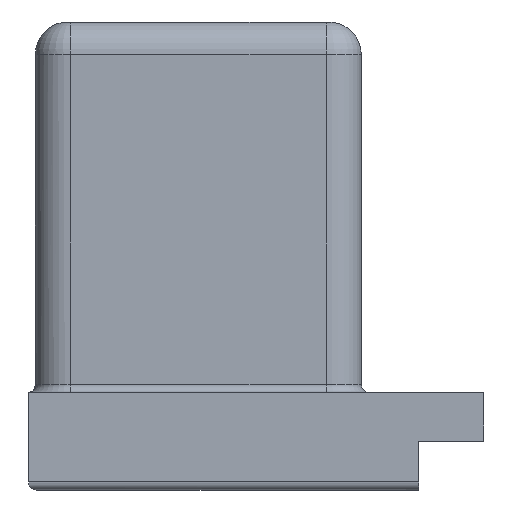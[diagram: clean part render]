
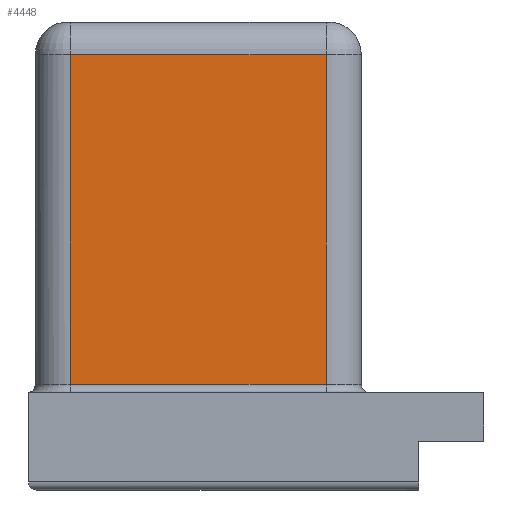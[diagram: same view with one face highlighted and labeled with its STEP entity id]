
A CAD part, front view. The second image highlights one B-rep face of the part: STEP entity #4448.
In plain terms, the highlighted planar face has unit normal (0, -1, 0).
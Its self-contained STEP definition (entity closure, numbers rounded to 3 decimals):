
#20 = VECTOR ( 'NONE', #4311, 1000. ) ;
#96 = ORIENTED_EDGE ( 'NONE', *, *, #2268, .F. ) ;
#894 = CARTESIAN_POINT ( 'NONE',  ( 19.848, -84.275, 13.4 ) ) ;
#961 = VECTOR ( 'NONE', #4161, 1000. ) ;
#1458 = PLANE ( 'NONE',  #9934 ) ;
#1518 = LINE ( 'NONE', #7945, #5762 ) ;
#1946 = EDGE_CURVE ( 'NONE', #5724, #6046, #8295, .T. ) ;
#2000 = LINE ( 'NONE', #9984, #20 ) ;
#2160 = CARTESIAN_POINT ( 'NONE',  ( 27.723, -84.275, 13.4 ) ) ;
#2198 = DIRECTION ( 'NONE',  ( 0., 1., 0. ) ) ;
#2268 = EDGE_CURVE ( 'NONE', #5724, #6455, #5469, .T. ) ;
#2646 = ORIENTED_EDGE ( 'NONE', *, *, #6966, .T. ) ;
#3134 = CARTESIAN_POINT ( 'NONE',  ( 27.723, -84.275, 3.25 ) ) ;
#3161 = CARTESIAN_POINT ( 'NONE',  ( 27.723, -84.275, 14.4 ) ) ;
#3723 = DIRECTION ( 'NONE',  ( -1., 0., 0. ) ) ;
#4161 = DIRECTION ( 'NONE',  ( -1., 0., 0. ) ) ;
#4311 = DIRECTION ( 'NONE',  ( 0., 0., -1. ) ) ;
#4448 = ADVANCED_FACE ( 'NONE', ( #9299 ), #1458, .F. ) ;
#4452 = CARTESIAN_POINT ( 'NONE',  ( 19.848, -84.275, 13.4 ) ) ;
#4591 = EDGE_LOOP ( 'NONE', ( #7364, #2646, #96, #9340 ) ) ;
#5415 = DIRECTION ( 'NONE',  ( 0., 0., -1. ) ) ;
#5469 = LINE ( 'NONE', #3161, #7995 ) ;
#5609 = EDGE_CURVE ( 'NONE', #6046, #8913, #2000, .T. ) ;
#5724 = VERTEX_POINT ( 'NONE', #2160 ) ;
#5762 = VECTOR ( 'NONE', #7111, 1000. ) ;
#6046 = VERTEX_POINT ( 'NONE', #4452 ) ;
#6455 = VERTEX_POINT ( 'NONE', #3134 ) ;
#6966 = EDGE_CURVE ( 'NONE', #8913, #6455, #1518, .T. ) ;
#7111 = DIRECTION ( 'NONE',  ( 1., 0., 0. ) ) ;
#7364 = ORIENTED_EDGE ( 'NONE', *, *, #5609, .T. ) ;
#7439 = CARTESIAN_POINT ( 'NONE',  ( 19.848, -84.275, 3.25 ) ) ;
#7945 = CARTESIAN_POINT ( 'NONE',  ( 19.848, -84.275, 3.25 ) ) ;
#7995 = VECTOR ( 'NONE', #5415, 1000. ) ;
#8295 = LINE ( 'NONE', #894, #961 ) ;
#8913 = VERTEX_POINT ( 'NONE', #7439 ) ;
#9299 = FACE_OUTER_BOUND ( 'NONE', #4591, .T. ) ;
#9340 = ORIENTED_EDGE ( 'NONE', *, *, #1946, .T. ) ;
#9515 = CARTESIAN_POINT ( 'NONE',  ( 19.848, -84.275, 14.4 ) ) ;
#9934 = AXIS2_PLACEMENT_3D ( 'NONE', #9515, #2198, #3723 ) ;
#9984 = CARTESIAN_POINT ( 'NONE',  ( 19.848, -84.275, 14.4 ) ) ;
